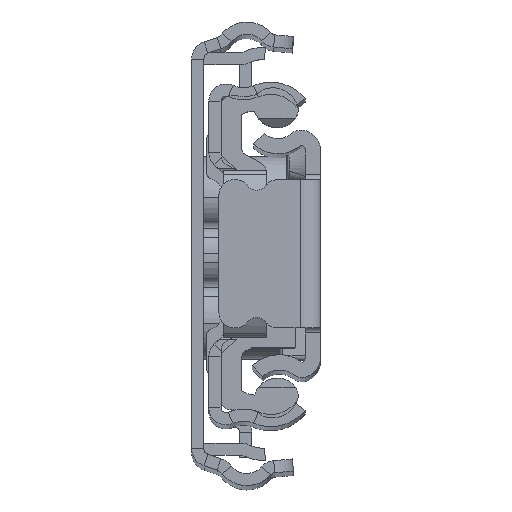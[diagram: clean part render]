
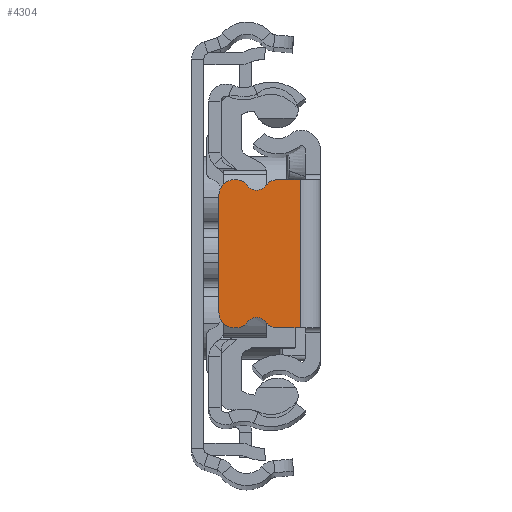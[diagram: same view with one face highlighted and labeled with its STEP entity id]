
A CAD part, top view. The second image highlights one B-rep face of the part: STEP entity #4304.
In plain terms, the highlighted planar face has unit normal (0, 0, 1).
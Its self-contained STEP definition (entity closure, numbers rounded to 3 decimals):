
#94 = CARTESIAN_POINT ( 'NONE',  ( 0., -7.3, 0. ) ) ;
#145 = VERTEX_POINT ( 'NONE', #4666 ) ;
#300 = CARTESIAN_POINT ( 'NONE',  ( 0., 7.3, 0. ) ) ;
#441 = DIRECTION ( 'NONE',  ( 1., 0., 0. ) ) ;
#1153 = ORIENTED_EDGE ( 'NONE', *, *, #13246, .T. ) ;
#1161 = EDGE_CURVE ( 'NONE', #4295, #7051, #22749, .T. ) ;
#1204 = DIRECTION ( 'NONE',  ( -1., 0., 0. ) ) ;
#1573 = EDGE_CURVE ( 'NONE', #5504, #12082, #22628, .T. ) ;
#1603 = ORIENTED_EDGE ( 'NONE', *, *, #1573, .F. ) ;
#1755 = ORIENTED_EDGE ( 'NONE', *, *, #6573, .T. ) ;
#1787 = VERTEX_POINT ( 'NONE', #6874 ) ;
#2239 = EDGE_CURVE ( 'NONE', #7051, #12082, #8708, .T. ) ;
#2281 = ORIENTED_EDGE ( 'NONE', *, *, #15537, .T. ) ;
#2708 = AXIS2_PLACEMENT_3D ( 'NONE', #11406, #17149, #7436 ) ;
#2811 = CARTESIAN_POINT ( 'NONE',  ( -4.218, 7.3, 0. ) ) ;
#2932 = DIRECTION ( 'NONE',  ( 0., 0., 1. ) ) ;
#2971 = DIRECTION ( 'NONE',  ( 0., 0., 1. ) ) ;
#3132 = ORIENTED_EDGE ( 'NONE', *, *, #22937, .T. ) ;
#3600 = CARTESIAN_POINT ( 'NONE',  ( -8.362, -5.8, 0. ) ) ;
#3641 = EDGE_CURVE ( 'NONE', #22437, #17502, #8218, .T. ) ;
#4295 = VERTEX_POINT ( 'NONE', #12649 ) ;
#4304 = ADVANCED_FACE ( 'NONE', ( #5412 ), #24468, .F. ) ;
#4522 = VECTOR ( 'NONE', #9751, 1000. ) ;
#4660 = CARTESIAN_POINT ( 'NONE',  ( -4.218, -5.8, 0. ) ) ;
#4666 = CARTESIAN_POINT ( 'NONE',  ( -2., 7.3, 0. ) ) ;
#4958 = CARTESIAN_POINT ( 'NONE',  ( -10., 0., 0. ) ) ;
#5190 = CARTESIAN_POINT ( 'NONE',  ( -8.362, 5.8, 0. ) ) ;
#5412 = FACE_OUTER_BOUND ( 'NONE', #12290, .T. ) ;
#5504 = VERTEX_POINT ( 'NONE', #19737 ) ;
#5532 = AXIS2_PLACEMENT_3D ( 'NONE', #3600, #9901, #21388 ) ;
#5870 = LINE ( 'NONE', #300, #14300 ) ;
#5901 = EDGE_CURVE ( 'NONE', #5970, #10503, #5870, .T. ) ;
#5970 = VERTEX_POINT ( 'NONE', #16221 ) ;
#6015 = CARTESIAN_POINT ( 'NONE',  ( -6.29, 7.37, 0. ) ) ;
#6139 = DIRECTION ( 'NONE',  ( 0., 0., 1. ) ) ;
#6166 = DIRECTION ( 'NONE',  ( -1., 0., 0. ) ) ;
#6396 = LINE ( 'NONE', #21621, #13366 ) ;
#6573 = EDGE_CURVE ( 'NONE', #7576, #17928, #24260, .T. ) ;
#6874 = CARTESIAN_POINT ( 'NONE',  ( -7.167, 6.706, 0. ) ) ;
#7051 = VERTEX_POINT ( 'NONE', #21153 ) ;
#7233 = CARTESIAN_POINT ( 'NONE',  ( -4.218, -7.3, 0. ) ) ;
#7436 = DIRECTION ( 'NONE',  ( -1., 0., 0. ) ) ;
#7558 = DIRECTION ( 'NONE',  ( 1., 0., 0. ) ) ;
#7576 = VERTEX_POINT ( 'NONE', #2811 ) ;
#7717 = AXIS2_PLACEMENT_3D ( 'NONE', #4660, #17756, #12382 ) ;
#8218 = LINE ( 'NONE', #4958, #8399 ) ;
#8399 = VECTOR ( 'NONE', #18174, 1000. ) ;
#8463 = VERTEX_POINT ( 'NONE', #18070 ) ;
#8678 = VECTOR ( 'NONE', #9524, 1000. ) ;
#8708 = CIRCLE ( 'NONE', #5532, 1.5 ) ;
#8751 = AXIS2_PLACEMENT_3D ( 'NONE', #22471, #12998, #13115 ) ;
#8967 = AXIS2_PLACEMENT_3D ( 'NONE', #6015, #9869, #441 ) ;
#9413 = LINE ( 'NONE', #94, #14398 ) ;
#9435 = CIRCLE ( 'NONE', #12637, 1.5 ) ;
#9520 = ORIENTED_EDGE ( 'NONE', *, *, #12659, .T. ) ;
#9524 = DIRECTION ( 'NONE',  ( 1., 0., 0. ) ) ;
#9751 = DIRECTION ( 'NONE',  ( -1., 0., 0. ) ) ;
#9869 = DIRECTION ( 'NONE',  ( 0., 0., 1. ) ) ;
#9901 = DIRECTION ( 'NONE',  ( 0., 0., 1. ) ) ;
#10167 = CIRCLE ( 'NONE', #8967, 1.1 ) ;
#10252 = CIRCLE ( 'NONE', #2708, 1.5 ) ;
#10503 = VERTEX_POINT ( 'NONE', #14174 ) ;
#10558 = DIRECTION ( 'NONE',  ( -1., 0., 0. ) ) ;
#11406 = CARTESIAN_POINT ( 'NONE',  ( -8.5, 5.8, 0. ) ) ;
#11883 = AXIS2_PLACEMENT_3D ( 'NONE', #15871, #6139, #17975 ) ;
#12082 = VERTEX_POINT ( 'NONE', #22235 ) ;
#12290 = EDGE_LOOP ( 'NONE', ( #24450, #13072, #23871, #12717, #21335, #18545, #1603, #3132, #2281, #17438, #1153, #1755, #23636, #9520 ) ) ;
#12382 = DIRECTION ( 'NONE',  ( -1., 0., 0. ) ) ;
#12637 = AXIS2_PLACEMENT_3D ( 'NONE', #5190, #2971, #10558 ) ;
#12649 = CARTESIAN_POINT ( 'NONE',  ( -8.5, -7.3, 0. ) ) ;
#12658 = CARTESIAN_POINT ( 'NONE',  ( -5.413, 6.706, 0. ) ) ;
#12659 = EDGE_CURVE ( 'NONE', #1787, #5970, #9435, .T. ) ;
#12680 = EDGE_CURVE ( 'NONE', #10503, #22437, #10252, .T. ) ;
#12717 = ORIENTED_EDGE ( 'NONE', *, *, #20509, .T. ) ;
#12998 = DIRECTION ( 'NONE',  ( 0., 0., 1. ) ) ;
#13072 = ORIENTED_EDGE ( 'NONE', *, *, #12680, .T. ) ;
#13115 = DIRECTION ( 'NONE',  ( -1., 0., 0. ) ) ;
#13246 = EDGE_CURVE ( 'NONE', #145, #7576, #21230, .T. ) ;
#13366 = VECTOR ( 'NONE', #16011, 1000. ) ;
#14174 = CARTESIAN_POINT ( 'NONE',  ( -8.5, 7.3, 0. ) ) ;
#14300 = VECTOR ( 'NONE', #15485, 1000. ) ;
#14398 = VECTOR ( 'NONE', #7558, 1000. ) ;
#14976 = CARTESIAN_POINT ( 'NONE',  ( -10., 5.8, 0. ) ) ;
#15485 = DIRECTION ( 'NONE',  ( -1., 0., 0. ) ) ;
#15537 = EDGE_CURVE ( 'NONE', #23513, #8463, #9413, .T. ) ;
#15634 = CARTESIAN_POINT ( 'NONE',  ( 0., 7.3, 0. ) ) ;
#15871 = CARTESIAN_POINT ( 'NONE',  ( -6.29, -7.37, 0. ) ) ;
#16011 = DIRECTION ( 'NONE',  ( 0., -1., 0. ) ) ;
#16050 = EDGE_CURVE ( 'NONE', #1787, #17928, #10167, .T. ) ;
#16221 = CARTESIAN_POINT ( 'NONE',  ( -8.362, 7.3, 0. ) ) ;
#16436 = AXIS2_PLACEMENT_3D ( 'NONE', #20125, #18506, #1204 ) ;
#16783 = AXIS2_PLACEMENT_3D ( 'NONE', #19986, #2932, #6166 ) ;
#17149 = DIRECTION ( 'NONE',  ( 0., 0., 1. ) ) ;
#17438 = ORIENTED_EDGE ( 'NONE', *, *, #18196, .F. ) ;
#17502 = VERTEX_POINT ( 'NONE', #20453 ) ;
#17756 = DIRECTION ( 'NONE',  ( 0., 0., 1. ) ) ;
#17928 = VERTEX_POINT ( 'NONE', #12658 ) ;
#17975 = DIRECTION ( 'NONE',  ( -1., 0., 0. ) ) ;
#18070 = CARTESIAN_POINT ( 'NONE',  ( -2., -7.3, 0. ) ) ;
#18174 = DIRECTION ( 'NONE',  ( 0., -1., 0. ) ) ;
#18196 = EDGE_CURVE ( 'NONE', #145, #8463, #6396, .T. ) ;
#18506 = DIRECTION ( 'NONE',  ( 0., 0., -1. ) ) ;
#18545 = ORIENTED_EDGE ( 'NONE', *, *, #2239, .T. ) ;
#19737 = CARTESIAN_POINT ( 'NONE',  ( -5.413, -6.706, 0. ) ) ;
#19986 = CARTESIAN_POINT ( 'NONE',  ( -8.5, -5.8, 0. ) ) ;
#20125 = CARTESIAN_POINT ( 'NONE',  ( 0., 0., 0. ) ) ;
#20453 = CARTESIAN_POINT ( 'NONE',  ( -10., -5.8, 0. ) ) ;
#20509 = EDGE_CURVE ( 'NONE', #17502, #4295, #21967, .T. ) ;
#21153 = CARTESIAN_POINT ( 'NONE',  ( -8.362, -7.3, 0. ) ) ;
#21230 = LINE ( 'NONE', #15634, #4522 ) ;
#21335 = ORIENTED_EDGE ( 'NONE', *, *, #1161, .T. ) ;
#21388 = DIRECTION ( 'NONE',  ( -1., 0., 0. ) ) ;
#21621 = CARTESIAN_POINT ( 'NONE',  ( -2., -7.3, 0. ) ) ;
#21967 = CIRCLE ( 'NONE', #16783, 1.5 ) ;
#22058 = CIRCLE ( 'NONE', #7717, 1.5 ) ;
#22235 = CARTESIAN_POINT ( 'NONE',  ( -7.167, -6.706, 0. ) ) ;
#22437 = VERTEX_POINT ( 'NONE', #14976 ) ;
#22471 = CARTESIAN_POINT ( 'NONE',  ( -4.218, 5.8, 0. ) ) ;
#22628 = CIRCLE ( 'NONE', #11883, 1.1 ) ;
#22749 = LINE ( 'NONE', #23252, #8678 ) ;
#22937 = EDGE_CURVE ( 'NONE', #5504, #23513, #22058, .T. ) ;
#23252 = CARTESIAN_POINT ( 'NONE',  ( 0., -7.3, 0. ) ) ;
#23513 = VERTEX_POINT ( 'NONE', #7233 ) ;
#23636 = ORIENTED_EDGE ( 'NONE', *, *, #16050, .F. ) ;
#23871 = ORIENTED_EDGE ( 'NONE', *, *, #3641, .T. ) ;
#24260 = CIRCLE ( 'NONE', #8751, 1.5 ) ;
#24450 = ORIENTED_EDGE ( 'NONE', *, *, #5901, .T. ) ;
#24468 = PLANE ( 'NONE',  #16436 ) ;
